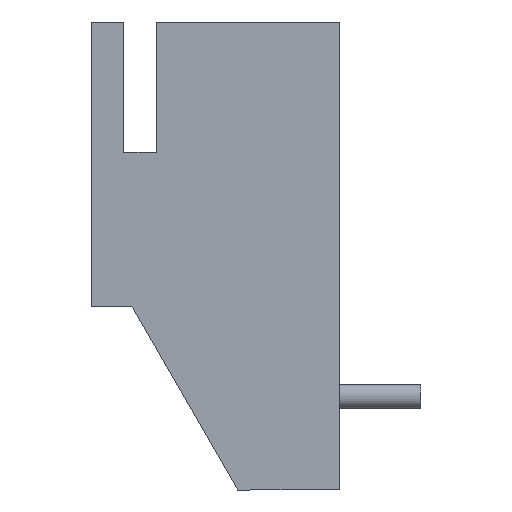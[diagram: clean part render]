
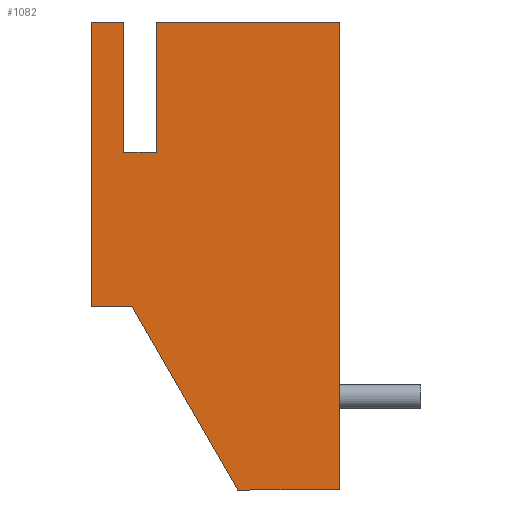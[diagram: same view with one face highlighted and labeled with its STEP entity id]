
A CAD part, left-side view. The second image highlights one B-rep face of the part: STEP entity #1082.
In plain terms, the highlighted planar face has unit normal (-1, 0, 0).
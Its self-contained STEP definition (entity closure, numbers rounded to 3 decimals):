
#32 = DIRECTION ( 'NONE',  ( 1., 0., 0. ) ) ;
#40 = DIRECTION ( 'NONE',  ( 0., 0., -1. ) ) ;
#73 = LINE ( 'NONE', #2287, #3789 ) ;
#84 = VERTEX_POINT ( 'NONE', #1783 ) ;
#195 = VECTOR ( 'NONE', #4355, 1000. ) ;
#233 = VERTEX_POINT ( 'NONE', #2460 ) ;
#289 = DIRECTION ( 'NONE',  ( 0., -0.5, -0.866 ) ) ;
#399 = DIRECTION ( 'NONE',  ( 0., -1., 0. ) ) ;
#438 = LINE ( 'NONE', #7066, #6197 ) ;
#477 = VERTEX_POINT ( 'NONE', #1800 ) ;
#611 = VECTOR ( 'NONE', #4518, 1000. ) ;
#734 = EDGE_CURVE ( 'NONE', #477, #84, #5669, .T. ) ;
#834 = CARTESIAN_POINT ( 'NONE',  ( 0., 0., 0. ) ) ;
#1082 = ADVANCED_FACE ( 'NONE', ( #4582 ), #5009, .F. ) ;
#1725 = EDGE_CURVE ( 'NONE', #4461, #5320, #5951, .T. ) ;
#1783 = CARTESIAN_POINT ( 'NONE',  ( 0., 5.3, -3.2 ) ) ;
#1800 = CARTESIAN_POINT ( 'NONE',  ( 0., 5.3, 0. ) ) ;
#1860 = CARTESIAN_POINT ( 'NONE',  ( 0., 5.3, 0. ) ) ;
#2130 = CARTESIAN_POINT ( 'NONE',  ( 0., 6.1, 0. ) ) ;
#2151 = ORIENTED_EDGE ( 'NONE', *, *, #3752, .T. ) ;
#2245 = DIRECTION ( 'NONE',  ( 0., 0., -1. ) ) ;
#2287 = CARTESIAN_POINT ( 'NONE',  ( 0., 4.5, 0. ) ) ;
#2292 = CARTESIAN_POINT ( 'NONE',  ( 0., 6.1, -11.5 ) ) ;
#2314 = CARTESIAN_POINT ( 'NONE',  ( 0., 6.1, 0. ) ) ;
#2358 = DIRECTION ( 'NONE',  ( 0., 0., -1. ) ) ;
#2460 = CARTESIAN_POINT ( 'NONE',  ( 0., 6.1, 0. ) ) ;
#2770 = LINE ( 'NONE', #6599, #3260 ) ;
#2778 = EDGE_CURVE ( 'NONE', #233, #477, #438, .T. ) ;
#2848 = VERTEX_POINT ( 'NONE', #4621 ) ;
#2852 = DIRECTION ( 'NONE',  ( 0., 0., 1. ) ) ;
#2913 = ORIENTED_EDGE ( 'NONE', *, *, #2984, .T. ) ;
#2924 = EDGE_CURVE ( 'NONE', #4461, #4965, #73, .T. ) ;
#2984 = EDGE_CURVE ( 'NONE', #4281, #4164, #3968, .T. ) ;
#3260 = VECTOR ( 'NONE', #7036, 1000. ) ;
#3286 = ORIENTED_EDGE ( 'NONE', *, *, #734, .F. ) ;
#3314 = ORIENTED_EDGE ( 'NONE', *, *, #1725, .F. ) ;
#3439 = VECTOR ( 'NONE', #4341, 1000. ) ;
#3557 = EDGE_LOOP ( 'NONE', ( #4354, #6095, #3286, #5127, #6105, #2913, #4430, #6078, #2151, #3314 ) ) ;
#3752 = EDGE_CURVE ( 'NONE', #5176, #5320, #6210, .T. ) ;
#3755 = CARTESIAN_POINT ( 'NONE',  ( 0., 5.1, -7. ) ) ;
#3789 = VECTOR ( 'NONE', #2358, 1000. ) ;
#3833 = DIRECTION ( 'NONE',  ( 0., -1., 0. ) ) ;
#3968 = LINE ( 'NONE', #6156, #3439 ) ;
#4033 = VECTOR ( 'NONE', #2852, 1000. ) ;
#4164 = VERTEX_POINT ( 'NONE', #5634 ) ;
#4281 = VERTEX_POINT ( 'NONE', #4660 ) ;
#4341 = DIRECTION ( 'NONE',  ( 0., -1., 0. ) ) ;
#4354 = ORIENTED_EDGE ( 'NONE', *, *, #2924, .T. ) ;
#4355 = DIRECTION ( 'NONE',  ( 0., 0., 1. ) ) ;
#4430 = ORIENTED_EDGE ( 'NONE', *, *, #5364, .T. ) ;
#4455 = LINE ( 'NONE', #2292, #611 ) ;
#4461 = VERTEX_POINT ( 'NONE', #6483 ) ;
#4518 = DIRECTION ( 'NONE',  ( 0., -1., 0. ) ) ;
#4582 = FACE_OUTER_BOUND ( 'NONE', #3557, .T. ) ;
#4594 = CARTESIAN_POINT ( 'NONE',  ( 0., 0., 0. ) ) ;
#4621 = CARTESIAN_POINT ( 'NONE',  ( 0., 2.5, -11.5 ) ) ;
#4657 = EDGE_CURVE ( 'NONE', #4281, #233, #4889, .T. ) ;
#4660 = CARTESIAN_POINT ( 'NONE',  ( 0., 6.1, -7. ) ) ;
#4889 = LINE ( 'NONE', #2130, #195 ) ;
#4965 = VERTEX_POINT ( 'NONE', #7131 ) ;
#5009 = PLANE ( 'NONE',  #5121 ) ;
#5121 = AXIS2_PLACEMENT_3D ( 'NONE', #2314, #32, #2245 ) ;
#5127 = ORIENTED_EDGE ( 'NONE', *, *, #2778, .F. ) ;
#5176 = VERTEX_POINT ( 'NONE', #5696 ) ;
#5320 = VERTEX_POINT ( 'NONE', #834 ) ;
#5364 = EDGE_CURVE ( 'NONE', #4164, #2848, #6481, .T. ) ;
#5634 = CARTESIAN_POINT ( 'NONE',  ( 0., 5.1, -7. ) ) ;
#5669 = LINE ( 'NONE', #1860, #6507 ) ;
#5696 = CARTESIAN_POINT ( 'NONE',  ( 0., 0., -11.5 ) ) ;
#5951 = LINE ( 'NONE', #7097, #6972 ) ;
#6076 = EDGE_CURVE ( 'NONE', #4965, #84, #2770, .T. ) ;
#6078 = ORIENTED_EDGE ( 'NONE', *, *, #6136, .T. ) ;
#6095 = ORIENTED_EDGE ( 'NONE', *, *, #6076, .T. ) ;
#6105 = ORIENTED_EDGE ( 'NONE', *, *, #4657, .F. ) ;
#6136 = EDGE_CURVE ( 'NONE', #2848, #5176, #4455, .T. ) ;
#6156 = CARTESIAN_POINT ( 'NONE',  ( 0., 6.1, -7. ) ) ;
#6197 = VECTOR ( 'NONE', #3833, 1000. ) ;
#6210 = LINE ( 'NONE', #4594, #4033 ) ;
#6481 = LINE ( 'NONE', #3755, #7046 ) ;
#6483 = CARTESIAN_POINT ( 'NONE',  ( 0., 4.5, 0. ) ) ;
#6507 = VECTOR ( 'NONE', #40, 1000. ) ;
#6599 = CARTESIAN_POINT ( 'NONE',  ( 0., 4.5, -3.2 ) ) ;
#6972 = VECTOR ( 'NONE', #399, 1000. ) ;
#7036 = DIRECTION ( 'NONE',  ( 0., 1., 0. ) ) ;
#7046 = VECTOR ( 'NONE', #289, 1000. ) ;
#7066 = CARTESIAN_POINT ( 'NONE',  ( 0., 6.1, 0. ) ) ;
#7097 = CARTESIAN_POINT ( 'NONE',  ( 0., 6.1, 0. ) ) ;
#7131 = CARTESIAN_POINT ( 'NONE',  ( 0., 4.5, -3.2 ) ) ;
